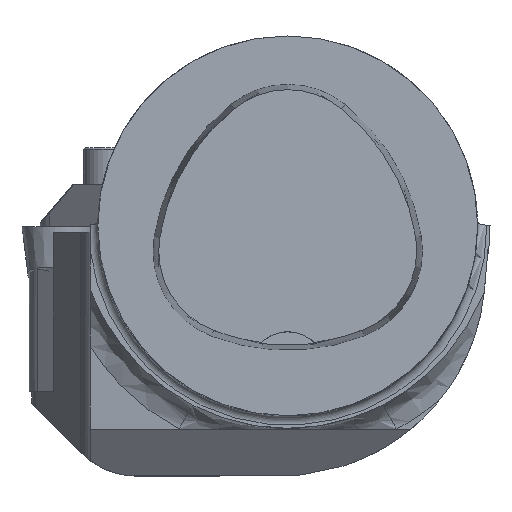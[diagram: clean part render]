
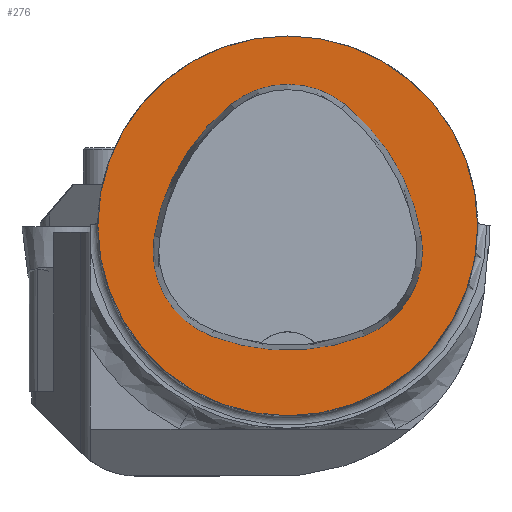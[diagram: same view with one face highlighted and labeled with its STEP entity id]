
A CAD part, top view. The second image highlights one B-rep face of the part: STEP entity #276.
In plain terms, the highlighted planar face has unit normal (0, 0, 1).
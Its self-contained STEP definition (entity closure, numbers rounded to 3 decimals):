
#204=FACE_BOUND('',#497,.T.);
#205=FACE_BOUND('',#498,.T.);
#224=CIRCLE('',#1643,25.);
#225=CIRCLE('',#1649,28.);
#227=CIRCLE('',#1652,12.);
#229=CIRCLE('',#1655,28.);
#231=CIRCLE('',#1658,12.);
#235=CIRCLE('',#1663,28.);
#237=CIRCLE('',#1666,12.);
#276=ADVANCED_FACE('',(#204,#205),#355,.T.);
#355=PLANE('',#1671);
#497=EDGE_LOOP('',(#673,#674,#675,#676,#677,#678));
#498=EDGE_LOOP('',(#679));
#673=ORIENTED_EDGE('',*,*,#1202,.T.);
#674=ORIENTED_EDGE('',*,*,#1182,.T.);
#675=ORIENTED_EDGE('',*,*,#1186,.T.);
#676=ORIENTED_EDGE('',*,*,#1189,.T.);
#677=ORIENTED_EDGE('',*,*,#1192,.T.);
#678=ORIENTED_EDGE('',*,*,#1200,.T.);
#679=ORIENTED_EDGE('',*,*,#1173,.F.);
#1030=VERTEX_POINT('',#2358);
#1039=VERTEX_POINT('',#2377);
#1040=VERTEX_POINT('',#2378);
#1043=VERTEX_POINT('',#2386);
#1045=VERTEX_POINT('',#2392);
#1047=VERTEX_POINT('',#2398);
#1054=VERTEX_POINT('',#2419);
#1173=EDGE_CURVE('',#1030,#1030,#224,.T.);
#1182=EDGE_CURVE('',#1039,#1040,#225,.T.);
#1186=EDGE_CURVE('',#1040,#1043,#227,.T.);
#1189=EDGE_CURVE('',#1043,#1045,#229,.T.);
#1192=EDGE_CURVE('',#1045,#1047,#231,.T.);
#1200=EDGE_CURVE('',#1047,#1054,#235,.T.);
#1202=EDGE_CURVE('',#1054,#1039,#237,.T.);
#1643=AXIS2_PLACEMENT_3D('',#2357,#1853,#1854);
#1649=AXIS2_PLACEMENT_3D('',#2376,#1869,#1870);
#1652=AXIS2_PLACEMENT_3D('',#2385,#1877,#1878);
#1655=AXIS2_PLACEMENT_3D('',#2391,#1884,#1885);
#1658=AXIS2_PLACEMENT_3D('',#2397,#1891,#1892);
#1663=AXIS2_PLACEMENT_3D('',#2420,#1903,#1904);
#1666=AXIS2_PLACEMENT_3D('',#2423,#1909,#1910);
#1671=AXIS2_PLACEMENT_3D('',#2428,#1919,#1920);
#1853=DIRECTION('',(0.,0.,-1.));
#1854=DIRECTION('',(-1.,0.,0.));
#1869=DIRECTION('',(0.,0.,-1.));
#1870=DIRECTION('',(-1.,0.,0.));
#1877=DIRECTION('',(0.,0.,-1.));
#1878=DIRECTION('',(-1.,0.,0.));
#1884=DIRECTION('',(0.,0.,-1.));
#1885=DIRECTION('',(-1.,0.,0.));
#1891=DIRECTION('',(0.,0.,-1.));
#1892=DIRECTION('',(-1.,0.,0.));
#1903=DIRECTION('',(0.,0.,-1.));
#1904=DIRECTION('',(-1.,0.,0.));
#1909=DIRECTION('',(0.,0.,-1.));
#1910=DIRECTION('',(-1.,0.,0.));
#1919=DIRECTION('',(0.,0.,1.));
#1920=DIRECTION('',(1.,0.,0.));
#2357=CARTESIAN_POINT('',(0.,0.,0.));
#2358=CARTESIAN_POINT('',(-25.,0.,0.));
#2376=CARTESIAN_POINT('',(10.068,-5.824,0.));
#2377=CARTESIAN_POINT('',(-17.584,-1.424,0.));
#2378=CARTESIAN_POINT('',(-7.531,15.953,0.));
#2385=CARTESIAN_POINT('',(0.011,6.62,0.));
#2386=CARTESIAN_POINT('',(7.567,15.942,0.));
#2391=CARTESIAN_POINT('',(-10.063,-5.81,0.));
#2392=CARTESIAN_POINT('',(17.59,-1.418,0.));
#2397=CARTESIAN_POINT('',(5.739,-3.3,0.));
#2398=CARTESIAN_POINT('',(10.05,-14.499,0.));
#2419=CARTESIAN_POINT('',(-10.025,-14.516,0.));
#2420=CARTESIAN_POINT('',(-0.01,11.631,0.));
#2423=CARTESIAN_POINT('',(-5.733,-3.31,0.));
#2428=CARTESIAN_POINT('',(0.,0.,0.));
